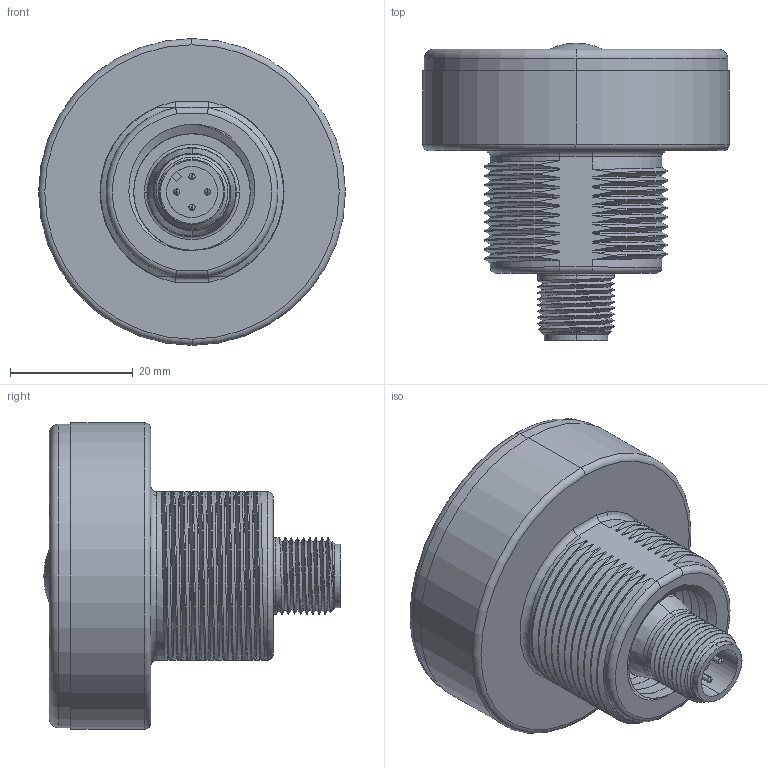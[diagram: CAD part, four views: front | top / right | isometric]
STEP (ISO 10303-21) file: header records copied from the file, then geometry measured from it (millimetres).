
FILE_DESCRIPTION((''),'2;1');
FILE_NAME('151345_SW','2010-03-25T',('banengservice'),('BANNER ENGINEERING'),'PRO/ENGINEER BY PARAMETRIC TECHNOLOGY CORPORATION, 2009141','PRO/ENGINEER BY PARAMETRIC TECHNOLOGY CORPORATION, 2009141','');
FILE_SCHEMA(('CONFIG_CONTROL_DESIGN'));
Length unit declared in the file: inch
Products named in the file (1): 151345_SW
Bounding box: 50 x 48.51 x 50 mm (x, y, z)
Volume: 44086 mm3; surface area: 11661.4 mm2
Topology: 1 solids, 2 shells, 208 faces, 541 edges, 347 vertices
Faces by surface type: bspline 83, cylinder 79, plane 22, torus 16, cone 6, sphere 2
Entity records: 17811 total; most frequent: CARTESIAN_POINT 13325, ORIENTED_EDGE 1078, DIRECTION 662, EDGE_CURVE 539, VERTEX_POINT 347, B_SPLINE_CURVE_WITH_KNOTS 245, AXIS2_PLACEMENT_3D 243, EDGE_LOOP 222
